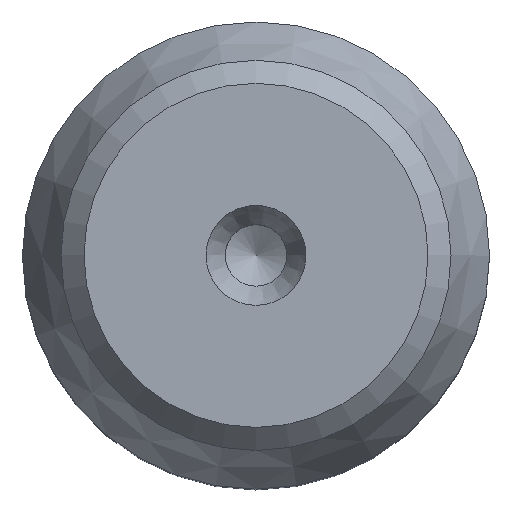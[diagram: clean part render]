
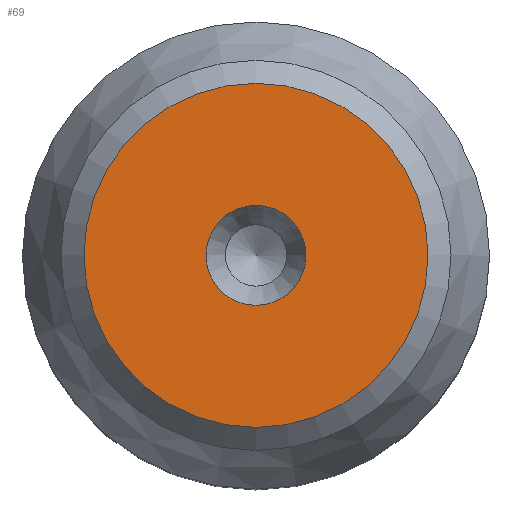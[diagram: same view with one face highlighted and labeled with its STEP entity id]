
A CAD part, top view. The second image highlights one B-rep face of the part: STEP entity #69.
In plain terms, the highlighted planar face has unit normal (0, 0, 1).
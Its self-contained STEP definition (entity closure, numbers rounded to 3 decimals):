
#37=PLANE('',#622);
#69=ADVANCED_FACE('',(#106,#107),#37,.F.);
#106=FACE_BOUND('',#142,.T.);
#107=FACE_BOUND('',#143,.T.);
#142=EDGE_LOOP('',(#178));
#143=EDGE_LOOP('',(#179));
#178=ORIENTED_EDGE('',*,*,#219,.F.);
#179=ORIENTED_EDGE('',*,*,#220,.F.);
#201=VERTEX_POINT('',#848);
#202=VERTEX_POINT('',#851);
#219=EDGE_CURVE('',#201,#201,#238,.T.);
#220=EDGE_CURVE('',#202,#202,#239,.T.);
#238=CIRCLE('',#619,1.3);
#239=CIRCLE('',#621,4.475);
#619=AXIS2_PLACEMENT_3D('',#847,#734,#735);
#621=AXIS2_PLACEMENT_3D('',#850,#738,#739);
#622=AXIS2_PLACEMENT_3D('',#852,#740,#741);
#734=DIRECTION('',(0.,0.,1.));
#735=DIRECTION('',(-1.,0.,0.));
#738=DIRECTION('',(0.,0.,-1.));
#739=DIRECTION('',(-1.,0.,0.));
#740=DIRECTION('',(0.,0.,-1.));
#741=DIRECTION('',(-1.,0.,0.));
#847=CARTESIAN_POINT('',(0.,0.,110.));
#848=CARTESIAN_POINT('',(-1.3,0.,110.));
#850=CARTESIAN_POINT('',(0.,0.,110.));
#851=CARTESIAN_POINT('',(-4.475,0.,110.));
#852=CARTESIAN_POINT('',(0.,0.,110.));
